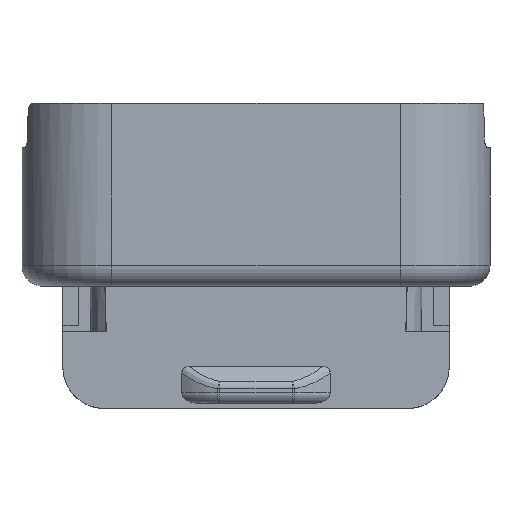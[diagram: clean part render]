
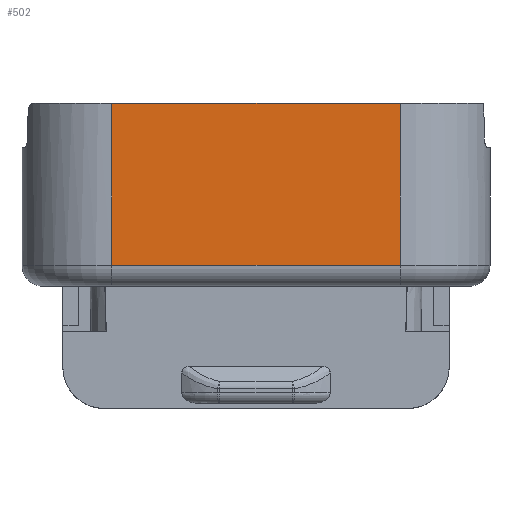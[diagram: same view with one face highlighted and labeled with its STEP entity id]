
A CAD part, front view. The second image highlights one B-rep face of the part: STEP entity #502.
In plain terms, the highlighted planar face has unit normal (0, -1, 0).
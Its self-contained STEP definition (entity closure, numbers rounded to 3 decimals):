
#502=ADVANCED_FACE('',(#1140),#787,.T.);
#787=PLANE('',#6842);
#1140=FACE_OUTER_BOUND('',#1508,.T.);
#1508=EDGE_LOOP('',(#2923,#2924,#2925,#2926));
#2923=ORIENTED_EDGE('',*,*,#4768,.T.);
#2924=ORIENTED_EDGE('',*,*,#4458,.F.);
#2925=ORIENTED_EDGE('',*,*,#4765,.T.);
#2926=ORIENTED_EDGE('',*,*,#4733,.T.);
#3780=VERTEX_POINT('',#9844);
#3781=VERTEX_POINT('',#9845);
#3950=VERTEX_POINT('',#10563);
#3951=VERTEX_POINT('',#10565);
#4458=EDGE_CURVE('',#3780,#3781,#5302,.T.);
#4733=EDGE_CURVE('',#3951,#3950,#5503,.T.);
#4765=EDGE_CURVE('',#3780,#3951,#5516,.T.);
#4768=EDGE_CURVE('',#3950,#3781,#5519,.T.);
#5302=LINE('',#9843,#6050);
#5503=LINE('',#10564,#6253);
#5516=LINE('',#10672,#6266);
#5519=LINE('',#10676,#6269);
#6050=VECTOR('',#7453,1.);
#6253=VECTOR('',#7972,1.);
#6266=VECTOR('',#8033,1.);
#6269=VECTOR('',#8038,1.);
#6842=AXIS2_PLACEMENT_3D('',#10690,#8049,#8050);
#7453=DIRECTION('',(1.,0.,0.));
#7972=DIRECTION('',(1.,0.,0.));
#8033=DIRECTION('',(0.,0.,-1.));
#8038=DIRECTION('',(0.,0.,1.));
#8049=DIRECTION('',(0.,-1.,0.));
#8050=DIRECTION('',(1.,0.,0.));
#9843=CARTESIAN_POINT('',(27.024,-11.618,6.953));
#9844=CARTESIAN_POINT('',(-13.874,-11.618,6.953));
#9845=CARTESIAN_POINT('',(13.874,-11.618,6.953));
#10563=CARTESIAN_POINT('',(13.874,-11.618,-8.6));
#10564=CARTESIAN_POINT('',(27.024,-11.618,-8.6));
#10565=CARTESIAN_POINT('',(-13.874,-11.618,-8.6));
#10672=CARTESIAN_POINT('',(-13.874,-11.618,7.));
#10676=CARTESIAN_POINT('',(13.874,-11.618,7.));
#10690=CARTESIAN_POINT('',(27.024,-11.618,7.));
